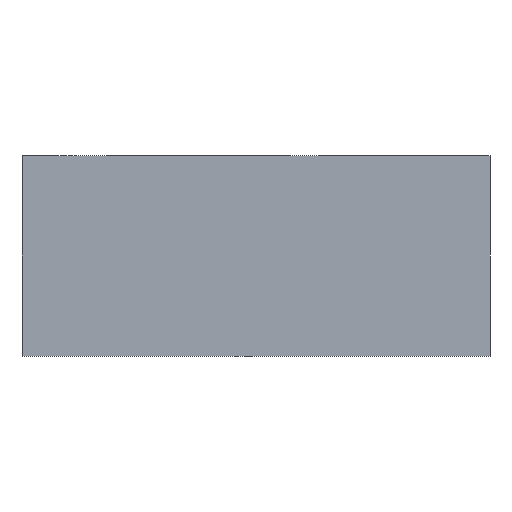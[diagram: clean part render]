
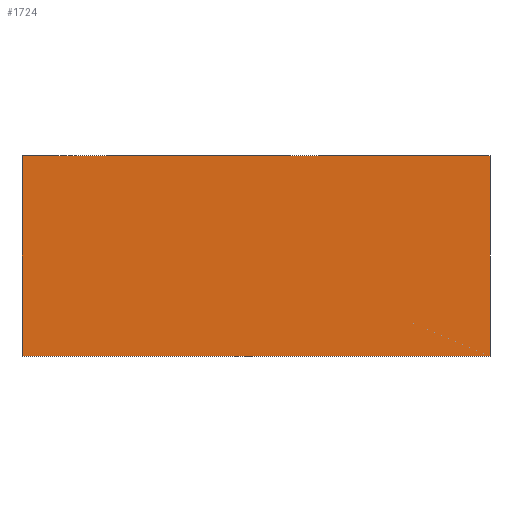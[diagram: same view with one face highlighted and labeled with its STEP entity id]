
A CAD part, front view. The second image highlights one B-rep face of the part: STEP entity #1724.
In plain terms, the highlighted face is planar.
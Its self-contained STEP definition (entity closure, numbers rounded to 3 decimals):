
#113=ORIENTED_EDGE('',*,*,#449,.T.);
#114=ORIENTED_EDGE('',*,*,#448,.F.);
#115=ORIENTED_EDGE('',*,*,#450,.F.);
#116=ORIENTED_EDGE('',*,*,#451,.T.);
#448=EDGE_CURVE('',#616,#613,#737,.T.);
#449=EDGE_CURVE('',#617,#613,#738,.T.);
#450=EDGE_CURVE('',#618,#616,#739,.T.);
#451=EDGE_CURVE('',#618,#617,#740,.T.);
#613=VERTEX_POINT('',#2094);
#616=VERTEX_POINT('',#2099);
#617=VERTEX_POINT('',#2103);
#618=VERTEX_POINT('',#2105);
#737=LINE('',#2100,#838);
#738=LINE('',#2102,#839);
#739=LINE('',#2104,#840);
#740=LINE('',#2106,#841);
#838=VECTOR('',#1873,1000.);
#839=VECTOR('',#1876,1000.);
#840=VECTOR('',#1877,1000.);
#841=VECTOR('',#1878,1000.);
#937=EDGE_LOOP('',(#113,#114,#115,#116));
#1038=FACE_BOUND('',#937,.T.);
#1139=PLANE('',#1806);
#1724=ADVANCED_FACE('',(#1038),#1139,.F.);
#1806=AXIS2_PLACEMENT_3D('',#2101,#1874,#1875);
#1873=DIRECTION('',(0.,0.,-1.));
#1874=DIRECTION('',(-1.,0.,0.));
#1875=DIRECTION('',(0.,-1.,0.));
#1876=DIRECTION('',(0.,1.,0.));
#1877=DIRECTION('',(0.,1.,0.));
#1878=DIRECTION('',(0.,0.,-1.));
#2094=CARTESIAN_POINT('',(1.75,1.75,0.));
#2099=CARTESIAN_POINT('',(1.75,1.75,1.5));
#2100=CARTESIAN_POINT('',(1.75,1.75,0.3));
#2101=CARTESIAN_POINT('',(1.75,-1.75,0.3));
#2102=CARTESIAN_POINT('',(1.75,-1.75,0.));
#2103=CARTESIAN_POINT('',(1.75,-1.75,0.));
#2104=CARTESIAN_POINT('',(1.75,-1.75,1.5));
#2105=CARTESIAN_POINT('',(1.75,-1.75,1.5));
#2106=CARTESIAN_POINT('',(1.75,-1.75,0.3));
